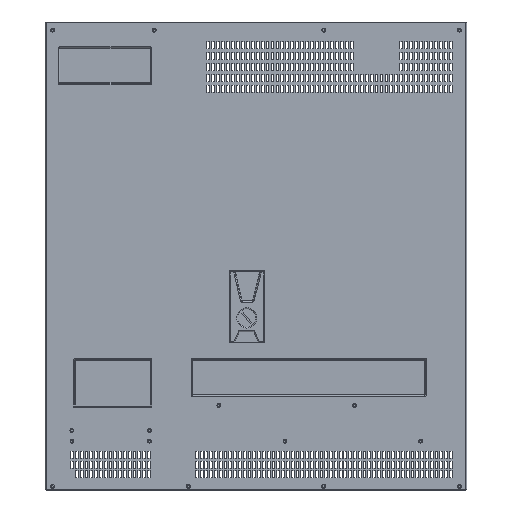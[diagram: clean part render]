
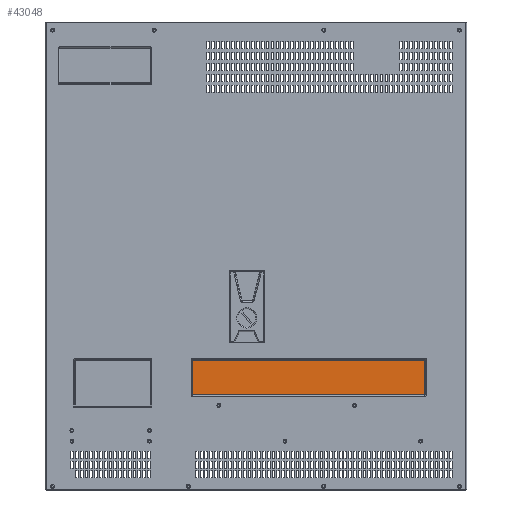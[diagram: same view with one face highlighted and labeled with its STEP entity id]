
A CAD part, top view. The second image highlights one B-rep face of the part: STEP entity #43048.
In plain terms, the highlighted planar face has unit normal (0, 0, 1).
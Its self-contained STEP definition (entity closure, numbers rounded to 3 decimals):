
#2727=PLANE('',#45240);
#4784=FACE_OUTER_BOUND('',#7715,.T.);
#7715=EDGE_LOOP('',(#40275,#40276,#40277,#40278));
#13299=LINE('',#66667,#19014);
#13300=LINE('',#66674,#19015);
#13315=LINE('',#66724,#19030);
#13316=LINE('',#66727,#19031);
#19014=VECTOR('',#54734,10.);
#19015=VECTOR('',#54745,10.);
#19030=VECTOR('',#54786,10.);
#19031=VECTOR('',#54791,10.);
#23164=VERTEX_POINT('',#66664);
#23165=VERTEX_POINT('',#66666);
#23166=VERTEX_POINT('',#66672);
#23188=VERTEX_POINT('',#66722);
#28899=EDGE_CURVE('',#23164,#23165,#13299,.T.);
#28903=EDGE_CURVE('',#23166,#23164,#13300,.T.);
#28928=EDGE_CURVE('',#23188,#23166,#13315,.T.);
#28930=EDGE_CURVE('',#23165,#23188,#13316,.T.);
#40275=ORIENTED_EDGE('',*,*,#28903,.F.);
#40276=ORIENTED_EDGE('',*,*,#28928,.F.);
#40277=ORIENTED_EDGE('',*,*,#28930,.F.);
#40278=ORIENTED_EDGE('',*,*,#28899,.F.);
#43048=ADVANCED_FACE('',(#4784),#2727,.F.);
#45240=AXIS2_PLACEMENT_3D('',#66731,#54798,#54799);
#54734=DIRECTION('',(0.,-1.,0.));
#54745=DIRECTION('',(1.,0.,0.));
#54786=DIRECTION('',(0.,1.,0.));
#54791=DIRECTION('',(-1.,0.,0.));
#54798=DIRECTION('center_axis',(0.,0.,-1.));
#54799=DIRECTION('ref_axis',(-1.,0.,0.));
#66664=CARTESIAN_POINT('',(390.996,135.929,42.));
#66666=CARTESIAN_POINT('',(390.996,100.584,42.));
#66667=CARTESIAN_POINT('',(390.996,127.593,42.));
#66672=CARTESIAN_POINT('',(151.889,135.929,42.));
#66674=CARTESIAN_POINT('',(211.165,135.929,42.));
#66722=CARTESIAN_POINT('',(151.889,100.584,42.));
#66724=CARTESIAN_POINT('',(151.889,108.92,42.));
#66727=CARTESIAN_POINT('',(331.719,100.584,42.));
#66731=CARTESIAN_POINT('Origin',(271.442,118.256,42.));
